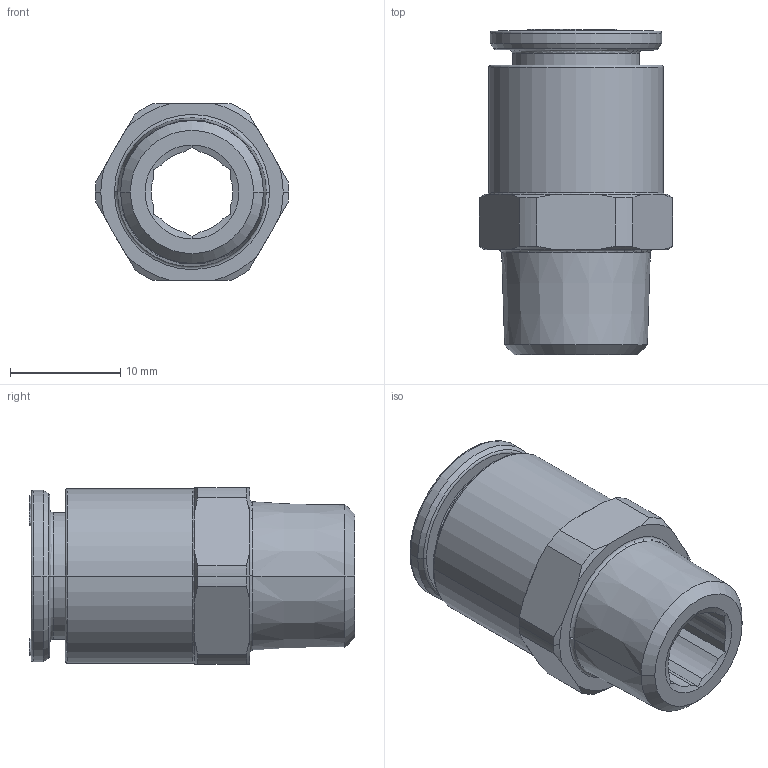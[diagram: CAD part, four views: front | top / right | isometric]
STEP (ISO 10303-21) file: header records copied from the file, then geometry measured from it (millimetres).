
FILE_DESCRIPTION(('STEP AP214'),'1');
FILE_NAME('6805_10_13.stp','2016-07-07T14:41:14',('TraceParts'),('TraceParts S.A.'),'Spatial InterOp 3D',' ',' ');
FILE_SCHEMA(('automotive_design'));
Length unit declared in the file: millimetre
Products named in the file (6): 6805 10 13|44110-18_ASM_940#44110-18_ASM|44110-31_936#44110-31;Solide1; 6805 10 13|44110-18_ASM_940#44110-18_ASM|44110_937#44110;Solide1; 6805 10 13|44110-18_ASM_940#44110-18_ASM|44110-30_938#44110-30;Solide1; 6805 10 13|44110-18_ASM_940#44110-18_ASM|44110-40_939#44110-40;Solide1; 6805 10 13|44710-10_935#44710-10;Solide1; 6805 10 13|44110-11-10-ASM_941#44110-11-10-ASM;Solide1
Bounding box: 17.5 x 29.45 x 16.05 mm (x, y, z)
Volume: 2920.9 mm3; surface area: 4804 mm2
Topology: 6 solids, 6 shells, 728 faces, 1881 edges, 1187 vertices
Faces by surface type: plane 320, cylinder 117, cone 108, bspline 92, torus 91
Entity records: 31565 total; most frequent: CARTESIAN_POINT 8143, ORIENTED_EDGE 3762, DIRECTION 3485, EDGE_CURVE 1881, AXIS2_PLACEMENT_3D 1202, VERTEX_POINT 1187, LINE 1081, VECTOR 1081
